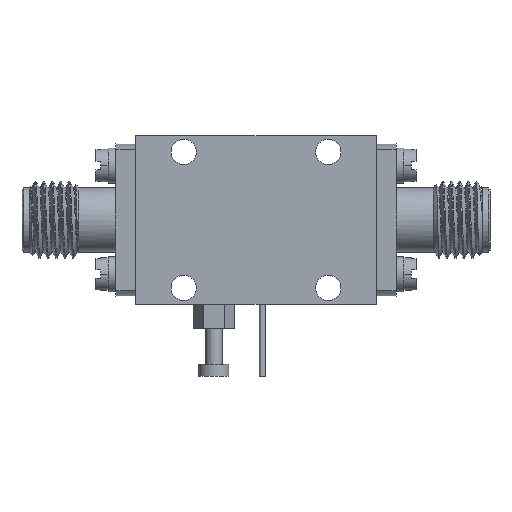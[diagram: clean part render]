
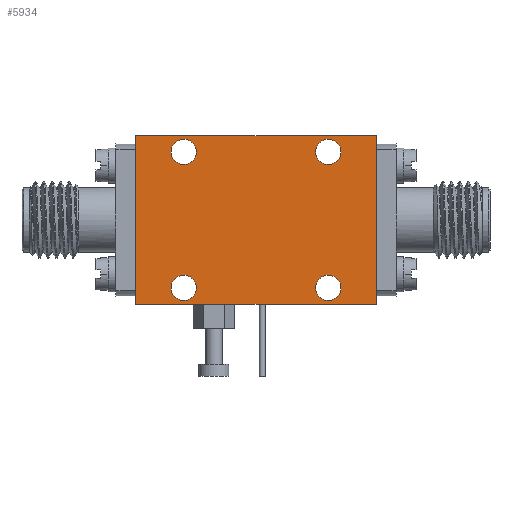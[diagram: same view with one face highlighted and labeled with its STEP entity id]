
A CAD part, front view. The second image highlights one B-rep face of the part: STEP entity #5934.
In plain terms, the highlighted planar face has unit normal (0, -1, 0).
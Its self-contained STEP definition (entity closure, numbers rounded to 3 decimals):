
#168 = DIRECTION ( 'NONE',  ( 0., 0., 1. ) ) ;
#490 = VERTEX_POINT ( 'NONE', #21496 ) ;
#501 = AXIS2_PLACEMENT_3D ( 'NONE', #12934, #9363, #19493 ) ;
#674 = AXIS2_PLACEMENT_3D ( 'NONE', #1149, #15335, #22383 ) ;
#971 = CIRCLE ( 'NONE', #3902, 1.05 ) ;
#986 = CARTESIAN_POINT ( 'NONE',  ( 6., 0., -5.65 ) ) ;
#1149 = CARTESIAN_POINT ( 'NONE',  ( -6., 0., 5.65 ) ) ;
#1674 = CARTESIAN_POINT ( 'NONE',  ( 6., 0., 5.65 ) ) ;
#1764 = EDGE_CURVE ( 'NONE', #4333, #7370, #19587, .T. ) ;
#1901 = CARTESIAN_POINT ( 'NONE',  ( -10., 0., -7. ) ) ;
#1960 = DIRECTION ( 'NONE',  ( 0., 0., 1. ) ) ;
#2033 = EDGE_CURVE ( 'NONE', #13369, #7859, #10634, .T. ) ;
#2188 = FACE_BOUND ( 'NONE', #11887, .T. ) ;
#2365 = AXIS2_PLACEMENT_3D ( 'NONE', #15947, #20927, #12149 ) ;
#2578 = CARTESIAN_POINT ( 'NONE',  ( -6., 0., 4.6 ) ) ;
#2607 = VERTEX_POINT ( 'NONE', #10185 ) ;
#2736 = EDGE_CURVE ( 'NONE', #2607, #7370, #16259, .T. ) ;
#3058 = DIRECTION ( 'NONE',  ( 0., 1., 0. ) ) ;
#3170 = CARTESIAN_POINT ( 'NONE',  ( -6., 0., -5.65 ) ) ;
#3251 = ORIENTED_EDGE ( 'NONE', *, *, #1764, .F. ) ;
#3262 = ORIENTED_EDGE ( 'NONE', *, *, #12169, .T. ) ;
#3265 = AXIS2_PLACEMENT_3D ( 'NONE', #5650, #12697, #1960 ) ;
#3716 = CIRCLE ( 'NONE', #19548, 1.05 ) ;
#3902 = AXIS2_PLACEMENT_3D ( 'NONE', #12661, #9093, #8865 ) ;
#4333 = VERTEX_POINT ( 'NONE', #18869 ) ;
#4804 = VERTEX_POINT ( 'NONE', #10195 ) ;
#4827 = VERTEX_POINT ( 'NONE', #14616 ) ;
#5105 = CIRCLE ( 'NONE', #3265, 1.05 ) ;
#5283 = EDGE_CURVE ( 'NONE', #490, #12865, #11563, .T. ) ;
#5304 = DIRECTION ( 'NONE',  ( 0., 0., 1. ) ) ;
#5355 = VERTEX_POINT ( 'NONE', #13786 ) ;
#5650 = CARTESIAN_POINT ( 'NONE',  ( -6., 0., -5.65 ) ) ;
#5753 = DIRECTION ( 'NONE',  ( 1., 0., 0. ) ) ;
#5934 = ADVANCED_FACE ( 'NONE', ( #2188, #18126, #9257, #18238, #12467 ), #12699, .T. ) ;
#6011 = ORIENTED_EDGE ( 'NONE', *, *, #13651, .T. ) ;
#6552 = AXIS2_PLACEMENT_3D ( 'NONE', #1674, #12170, #19208 ) ;
#6752 = DIRECTION ( 'NONE',  ( 0., 1., 0. ) ) ;
#7282 = ORIENTED_EDGE ( 'NONE', *, *, #5283, .T. ) ;
#7370 = VERTEX_POINT ( 'NONE', #17427 ) ;
#7546 = CIRCLE ( 'NONE', #2365, 1.05 ) ;
#7859 = VERTEX_POINT ( 'NONE', #2578 ) ;
#8180 = ORIENTED_EDGE ( 'NONE', *, *, #14047, .T. ) ;
#8684 = VECTOR ( 'NONE', #5753, 1000. ) ;
#8865 = DIRECTION ( 'NONE',  ( 0., 0., 1. ) ) ;
#9010 = DIRECTION ( 'NONE',  ( 0., 1., 0. ) ) ;
#9093 = DIRECTION ( 'NONE',  ( 0., 1., 0. ) ) ;
#9257 = FACE_BOUND ( 'NONE', #17847, .T. ) ;
#9363 = DIRECTION ( 'NONE',  ( 0., -1., 0. ) ) ;
#9878 = EDGE_LOOP ( 'NONE', ( #6011, #15466 ) ) ;
#10185 = CARTESIAN_POINT ( 'NONE',  ( 10., 0., -7. ) ) ;
#10195 = CARTESIAN_POINT ( 'NONE',  ( -6., 0., -4.6 ) ) ;
#10206 = EDGE_CURVE ( 'NONE', #4804, #15694, #17321, .T. ) ;
#10634 = CIRCLE ( 'NONE', #674, 1.05 ) ;
#10684 = VECTOR ( 'NONE', #15509, 1000. ) ;
#10711 = CARTESIAN_POINT ( 'NONE',  ( -10., 0., -7. ) ) ;
#10906 = CARTESIAN_POINT ( 'NONE',  ( -6., 0., 6.7 ) ) ;
#11193 = CARTESIAN_POINT ( 'NONE',  ( 6., 0., -4.6 ) ) ;
#11489 = VERTEX_POINT ( 'NONE', #10711 ) ;
#11563 = CIRCLE ( 'NONE', #12659, 1.05 ) ;
#11831 = DIRECTION ( 'NONE',  ( 0., 0., 1. ) ) ;
#11887 = EDGE_LOOP ( 'NONE', ( #21274, #3262 ) ) ;
#11936 = DIRECTION ( 'NONE',  ( 0., 0., 1. ) ) ;
#12149 = DIRECTION ( 'NONE',  ( 0., 0., 1. ) ) ;
#12169 = EDGE_CURVE ( 'NONE', #7859, #13369, #3716, .T. ) ;
#12170 = DIRECTION ( 'NONE',  ( 0., 1., 0. ) ) ;
#12467 = FACE_OUTER_BOUND ( 'NONE', #14850, .T. ) ;
#12600 = ORIENTED_EDGE ( 'NONE', *, *, #10206, .T. ) ;
#12659 = AXIS2_PLACEMENT_3D ( 'NONE', #986, #3058, #11831 ) ;
#12661 = CARTESIAN_POINT ( 'NONE',  ( 6., 0., -5.65 ) ) ;
#12697 = DIRECTION ( 'NONE',  ( 0., 1., 0. ) ) ;
#12699 = PLANE ( 'NONE',  #501 ) ;
#12865 = VERTEX_POINT ( 'NONE', #11193 ) ;
#12894 = EDGE_CURVE ( 'NONE', #15694, #4804, #5105, .T. ) ;
#12934 = CARTESIAN_POINT ( 'NONE',  ( 0., 0., 0. ) ) ;
#13369 = VERTEX_POINT ( 'NONE', #10906 ) ;
#13565 = ORIENTED_EDGE ( 'NONE', *, *, #16879, .F. ) ;
#13651 = EDGE_CURVE ( 'NONE', #4827, #5355, #22041, .T. ) ;
#13786 = CARTESIAN_POINT ( 'NONE',  ( 6., 0., 4.6 ) ) ;
#14047 = EDGE_CURVE ( 'NONE', #11489, #2607, #14408, .T. ) ;
#14408 = LINE ( 'NONE', #21474, #8684 ) ;
#14616 = CARTESIAN_POINT ( 'NONE',  ( 6., 0., 6.7 ) ) ;
#14850 = EDGE_LOOP ( 'NONE', ( #8180, #21229, #3251, #13565 ) ) ;
#14989 = EDGE_CURVE ( 'NONE', #5355, #4827, #7546, .T. ) ;
#15335 = DIRECTION ( 'NONE',  ( 0., 1., 0. ) ) ;
#15466 = ORIENTED_EDGE ( 'NONE', *, *, #14989, .T. ) ;
#15509 = DIRECTION ( 'NONE',  ( 1., 0., 0. ) ) ;
#15650 = CARTESIAN_POINT ( 'NONE',  ( -6., 0., -6.7 ) ) ;
#15694 = VERTEX_POINT ( 'NONE', #15650 ) ;
#15947 = CARTESIAN_POINT ( 'NONE',  ( 6., 0., 5.65 ) ) ;
#16204 = VECTOR ( 'NONE', #5304, 1000. ) ;
#16259 = LINE ( 'NONE', #21124, #16204 ) ;
#16879 = EDGE_CURVE ( 'NONE', #11489, #4333, #17719, .T. ) ;
#17321 = CIRCLE ( 'NONE', #21749, 1.05 ) ;
#17427 = CARTESIAN_POINT ( 'NONE',  ( 10., 0., 7. ) ) ;
#17719 = LINE ( 'NONE', #1901, #21963 ) ;
#17847 = EDGE_LOOP ( 'NONE', ( #19678, #7282 ) ) ;
#17959 = EDGE_CURVE ( 'NONE', #12865, #490, #971, .T. ) ;
#18004 = CARTESIAN_POINT ( 'NONE',  ( -6., 0., 5.65 ) ) ;
#18126 = FACE_BOUND ( 'NONE', #22604, .T. ) ;
#18238 = FACE_BOUND ( 'NONE', #9878, .T. ) ;
#18869 = CARTESIAN_POINT ( 'NONE',  ( -10., 0., 7. ) ) ;
#19208 = DIRECTION ( 'NONE',  ( 0., 0., 1. ) ) ;
#19484 = DIRECTION ( 'NONE',  ( 0., 0., 1. ) ) ;
#19493 = DIRECTION ( 'NONE',  ( 0., 0., -1. ) ) ;
#19548 = AXIS2_PLACEMENT_3D ( 'NONE', #18004, #9010, #19484 ) ;
#19587 = LINE ( 'NONE', #21234, #10684 ) ;
#19678 = ORIENTED_EDGE ( 'NONE', *, *, #17959, .T. ) ;
#20397 = ORIENTED_EDGE ( 'NONE', *, *, #12894, .T. ) ;
#20927 = DIRECTION ( 'NONE',  ( 0., 1., 0. ) ) ;
#21124 = CARTESIAN_POINT ( 'NONE',  ( 10., 0., -7. ) ) ;
#21229 = ORIENTED_EDGE ( 'NONE', *, *, #2736, .T. ) ;
#21234 = CARTESIAN_POINT ( 'NONE',  ( -10., 0., 7. ) ) ;
#21274 = ORIENTED_EDGE ( 'NONE', *, *, #2033, .T. ) ;
#21474 = CARTESIAN_POINT ( 'NONE',  ( -10., 0., -7. ) ) ;
#21496 = CARTESIAN_POINT ( 'NONE',  ( 6., 0., -6.7 ) ) ;
#21749 = AXIS2_PLACEMENT_3D ( 'NONE', #3170, #6752, #11936 ) ;
#21963 = VECTOR ( 'NONE', #168, 1000. ) ;
#22041 = CIRCLE ( 'NONE', #6552, 1.05 ) ;
#22383 = DIRECTION ( 'NONE',  ( 0., 0., 1. ) ) ;
#22604 = EDGE_LOOP ( 'NONE', ( #12600, #20397 ) ) ;
